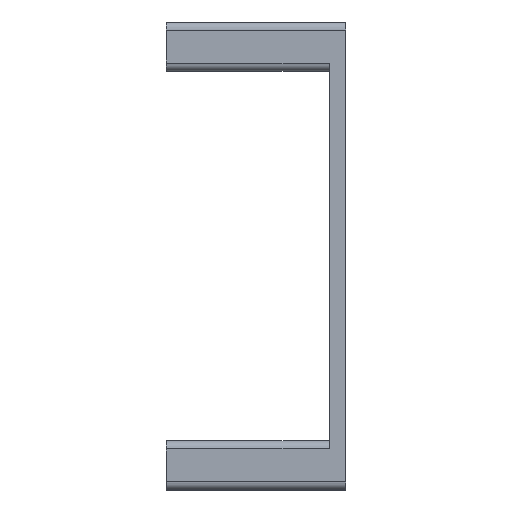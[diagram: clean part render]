
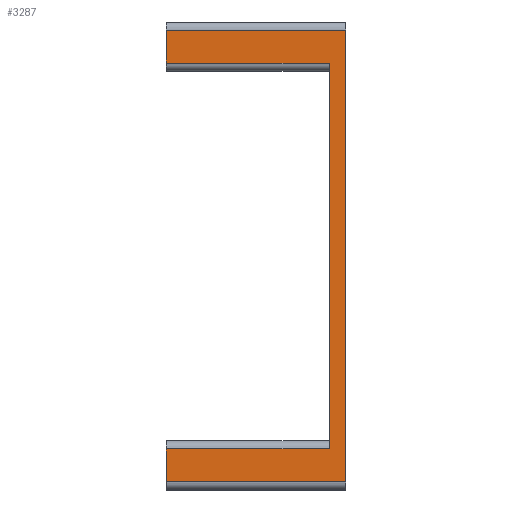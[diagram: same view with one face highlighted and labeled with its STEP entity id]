
A CAD part, left-side view. The second image highlights one B-rep face of the part: STEP entity #3287.
In plain terms, the highlighted planar face has unit normal (-1, 0, 0).
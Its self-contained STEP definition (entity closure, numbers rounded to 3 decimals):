
#83=PLANE('',#3466);
#202=FACE_OUTER_BOUND('',#365,.T.);
#365=EDGE_LOOP('',(#2279,#2280,#2281,#2282,#2283,#2284,#2285,#2286));
#596=LINE('',#4628,#988);
#597=LINE('',#4631,#989);
#598=LINE('',#4633,#990);
#599=LINE('',#4635,#991);
#600=LINE('',#4637,#992);
#601=LINE('',#4639,#993);
#602=LINE('',#4641,#994);
#603=LINE('',#4642,#995);
#988=VECTOR('',#3726,10.);
#989=VECTOR('',#3729,10.);
#990=VECTOR('',#3730,10.);
#991=VECTOR('',#3731,10.);
#992=VECTOR('',#3732,10.);
#993=VECTOR('',#3733,10.);
#994=VECTOR('',#3734,10.);
#995=VECTOR('',#3735,10.);
#1471=VERTEX_POINT('',#4622);
#1473=VERTEX_POINT('',#4626);
#1474=VERTEX_POINT('',#4630);
#1475=VERTEX_POINT('',#4632);
#1476=VERTEX_POINT('',#4634);
#1477=VERTEX_POINT('',#4636);
#1478=VERTEX_POINT('',#4638);
#1479=VERTEX_POINT('',#4640);
#1795=EDGE_CURVE('',#1471,#1473,#596,.T.);
#1796=EDGE_CURVE('',#1473,#1474,#597,.T.);
#1797=EDGE_CURVE('',#1474,#1475,#598,.T.);
#1798=EDGE_CURVE('',#1475,#1476,#599,.T.);
#1799=EDGE_CURVE('',#1476,#1477,#600,.T.);
#1800=EDGE_CURVE('',#1478,#1477,#601,.T.);
#1801=EDGE_CURVE('',#1478,#1479,#602,.T.);
#1802=EDGE_CURVE('',#1479,#1471,#603,.T.);
#2279=ORIENTED_EDGE('',*,*,#1796,.T.);
#2280=ORIENTED_EDGE('',*,*,#1797,.T.);
#2281=ORIENTED_EDGE('',*,*,#1798,.T.);
#2282=ORIENTED_EDGE('',*,*,#1799,.T.);
#2283=ORIENTED_EDGE('',*,*,#1800,.F.);
#2284=ORIENTED_EDGE('',*,*,#1801,.T.);
#2285=ORIENTED_EDGE('',*,*,#1802,.T.);
#2286=ORIENTED_EDGE('',*,*,#1795,.T.);
#3287=ADVANCED_FACE('',(#202),#83,.F.);
#3466=AXIS2_PLACEMENT_3D('',#4629,#3727,#3728);
#3726=DIRECTION('',(0.,-1.,0.));
#3727=DIRECTION('center_axis',(1.,0.,0.));
#3728=DIRECTION('ref_axis',(0.,0.,-1.));
#3729=DIRECTION('',(0.,0.,-1.));
#3730=DIRECTION('',(0.,1.,0.));
#3731=DIRECTION('',(0.,0.,-1.));
#3732=DIRECTION('',(0.,-1.,0.));
#3733=DIRECTION('',(0.,0.,-1.));
#3734=DIRECTION('',(0.,1.,0.));
#3735=DIRECTION('',(0.,0.,-1.));
#4622=CARTESIAN_POINT('',(56.431,33.281,-7.));
#4626=CARTESIAN_POINT('',(56.431,13.431,-7.));
#4628=CARTESIAN_POINT('',(56.431,12.431,-7.));
#4629=CARTESIAN_POINT('Origin',(56.431,11.431,-5.));
#4630=CARTESIAN_POINT('',(56.431,13.431,-54.));
#4631=CARTESIAN_POINT('',(56.431,13.431,-2.));
#4632=CARTESIAN_POINT('',(56.431,33.281,-54.));
#4633=CARTESIAN_POINT('',(56.431,12.431,-54.));
#4634=CARTESIAN_POINT('',(56.431,33.281,-58.));
#4635=CARTESIAN_POINT('',(56.431,33.281,-2.));
#4636=CARTESIAN_POINT('',(56.431,11.431,-58.));
#4637=CARTESIAN_POINT('',(56.431,11.431,-58.));
#4638=CARTESIAN_POINT('',(56.431,11.431,-3.));
#4639=CARTESIAN_POINT('',(56.431,11.431,-5.));
#4640=CARTESIAN_POINT('',(56.431,33.281,-3.));
#4641=CARTESIAN_POINT('',(56.431,11.431,-3.));
#4642=CARTESIAN_POINT('',(56.431,33.281,-2.));
